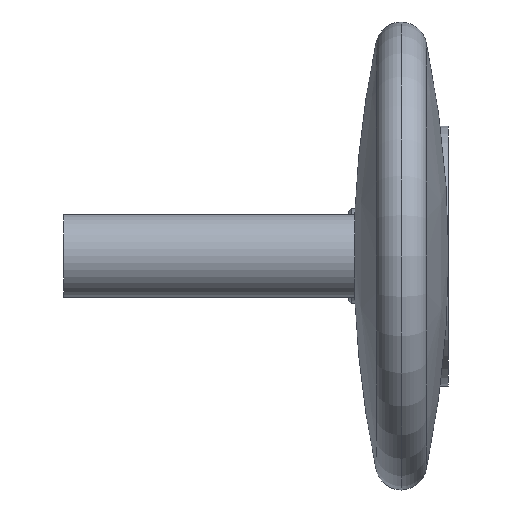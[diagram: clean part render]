
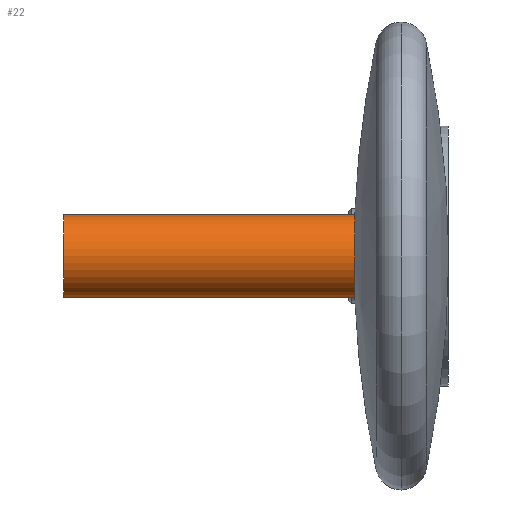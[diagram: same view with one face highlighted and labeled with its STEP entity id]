
A CAD part, left-side view. The second image highlights one B-rep face of the part: STEP entity #22.
In plain terms, the highlighted cylindrical face has radius 4 mm (diameter 8 mm), a partial arc.
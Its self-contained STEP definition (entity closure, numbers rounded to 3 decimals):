
#22 = ADVANCED_FACE ( 'NONE', ( #1045 ), #172, .T. ) ;
#39 = ORIENTED_EDGE ( 'NONE', *, *, #1048, .T. ) ;
#57 = AXIS2_PLACEMENT_3D ( 'NONE', #1065, #681, #974 ) ;
#137 = VERTEX_POINT ( 'NONE', #552 ) ;
#172 = CYLINDRICAL_SURFACE ( 'NONE', #1097, 4. ) ;
#233 = CARTESIAN_POINT ( 'NONE',  ( 0., 9., -4. ) ) ;
#322 = VERTEX_POINT ( 'NONE', #477 ) ;
#326 = AXIS2_PLACEMENT_3D ( 'NONE', #838, #782, #339 ) ;
#339 = DIRECTION ( 'NONE',  ( 0., 0., -1. ) ) ;
#342 = DIRECTION ( 'NONE',  ( 0., -1., 0. ) ) ;
#380 = VECTOR ( 'NONE', #789, 1000. ) ;
#477 = CARTESIAN_POINT ( 'NONE',  ( 0., 9., 4. ) ) ;
#479 = EDGE_CURVE ( 'NONE', #816, #137, #788, .T. ) ;
#523 = CARTESIAN_POINT ( 'NONE',  ( 0., 0., 4. ) ) ;
#552 = CARTESIAN_POINT ( 'NONE',  ( 0., 37., -4. ) ) ;
#610 = EDGE_LOOP ( 'NONE', ( #1202, #755, #39, #1243 ) ) ;
#645 = DIRECTION ( 'NONE',  ( 0., 0., -1. ) ) ;
#651 = CARTESIAN_POINT ( 'NONE',  ( 0., 0., 0. ) ) ;
#664 = EDGE_CURVE ( 'NONE', #816, #322, #690, .T. ) ;
#681 = DIRECTION ( 'NONE',  ( 0., -1., 0. ) ) ;
#690 = LINE ( 'NONE', #523, #380 ) ;
#755 = ORIENTED_EDGE ( 'NONE', *, *, #479, .T. ) ;
#782 = DIRECTION ( 'NONE',  ( 0., -1., 0. ) ) ;
#788 = CIRCLE ( 'NONE', #57, 4. ) ;
#789 = DIRECTION ( 'NONE',  ( 0., -1., 0. ) ) ;
#794 = CARTESIAN_POINT ( 'NONE',  ( 0., 0., -4. ) ) ;
#816 = VERTEX_POINT ( 'NONE', #1220 ) ;
#838 = CARTESIAN_POINT ( 'NONE',  ( 0., 9., 0. ) ) ;
#974 = DIRECTION ( 'NONE',  ( 0., 0., -1. ) ) ;
#998 = CIRCLE ( 'NONE', #326, 4. ) ;
#1042 = EDGE_CURVE ( 'NONE', #322, #1074, #998, .T. ) ;
#1044 = DIRECTION ( 'NONE',  ( 0., -1., 0. ) ) ;
#1045 = FACE_OUTER_BOUND ( 'NONE', #610, .T. ) ;
#1048 = EDGE_CURVE ( 'NONE', #137, #1074, #1154, .T. ) ;
#1065 = CARTESIAN_POINT ( 'NONE',  ( 0., 37., 0. ) ) ;
#1074 = VERTEX_POINT ( 'NONE', #233 ) ;
#1097 = AXIS2_PLACEMENT_3D ( 'NONE', #651, #1044, #645 ) ;
#1139 = VECTOR ( 'NONE', #342, 1000. ) ;
#1154 = LINE ( 'NONE', #794, #1139 ) ;
#1202 = ORIENTED_EDGE ( 'NONE', *, *, #664, .F. ) ;
#1220 = CARTESIAN_POINT ( 'NONE',  ( 0., 37., 4. ) ) ;
#1243 = ORIENTED_EDGE ( 'NONE', *, *, #1042, .F. ) ;
